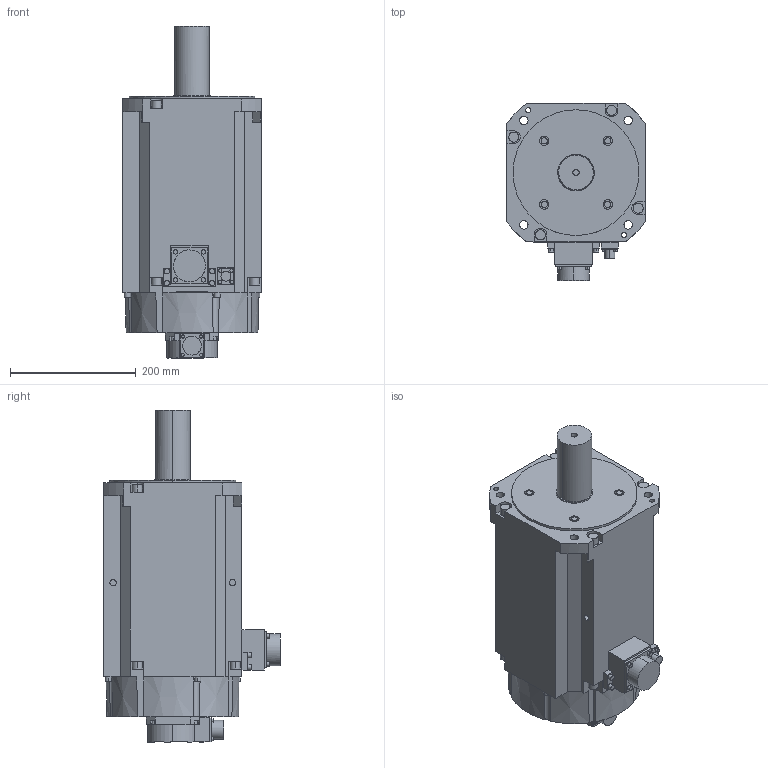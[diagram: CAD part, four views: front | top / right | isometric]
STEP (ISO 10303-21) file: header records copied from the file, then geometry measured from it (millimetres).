
FILE_DESCRIPTION (( 'STEP AP203' ), '1' );
FILE_NAME ('hf-jp11k1mb_a.STEP', '2009-11-16T05:27:47', ( ' ' ), ( '' ), 'SwSTEP 2.0', 'SolidWorks 2006303', '' );
FILE_SCHEMA (( 'CONFIG_CONTROL_DESIGN' ));
Length unit declared in the file: millimetre
Products named in the file (1): hf-jp11k1mb_a
Bounding box: 220 x 281.1 x 528 mm (x, y, z)
Volume: 15970608.8 mm3; surface area: 469265.1 mm2
Topology: 1 solids, 1 shells, 340 faces, 911 edges, 632 vertices
Faces by surface type: plane 190, cylinder 141, cone 9
Entity records: 16696 total; most frequent: CARTESIAN_POINT 8443, ORIENTED_EDGE 1822, DIRECTION 1436, EDGE_CURVE 911, VERTEX_POINT 632, VECTOR 480, LINE 480, AXIS2_PLACEMENT_3D 478
